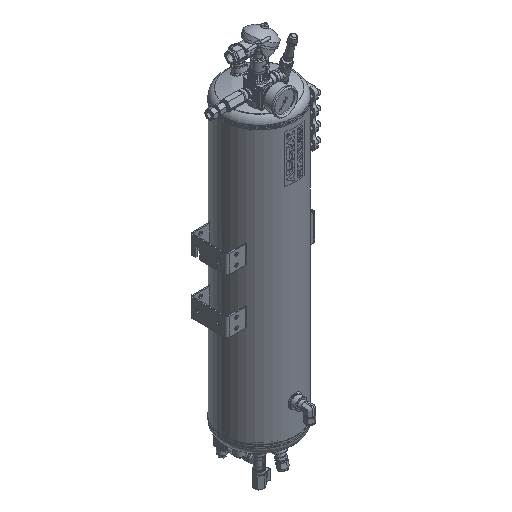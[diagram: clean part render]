
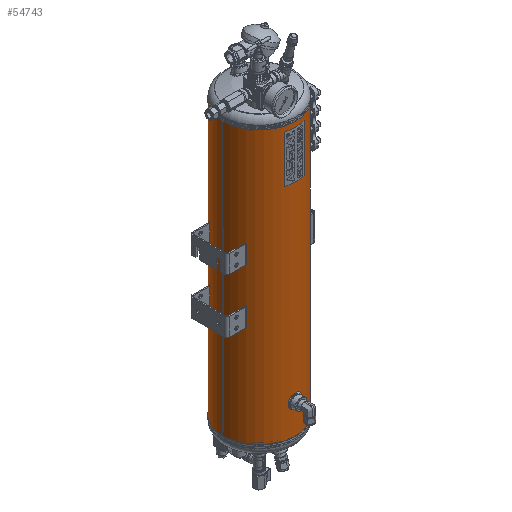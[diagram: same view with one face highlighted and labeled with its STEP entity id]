
A CAD part, isometric view. The second image highlights one B-rep face of the part: STEP entity #54743.
In plain terms, the highlighted cylindrical face has radius 100 mm (diameter 200 mm), a partial arc.
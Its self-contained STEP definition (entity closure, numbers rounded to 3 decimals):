
#3347=B_SPLINE_CURVE_WITH_KNOTS('',3,(#85192,#85193,#85194,#85195,#85196,
#85197,#85198,#85199,#85200,#85201,#85202),.UNSPECIFIED.,.T.,.F.,(1,1,1,
1,1,1,1,1,1,1,1,1,1,1,1),(-0.012,-0.008,-0.004,
0.,0.004,0.008,0.012,0.016,
0.02,0.023,0.027,0.031,
0.035,0.039,0.043),.UNSPECIFIED.);
#3348=B_SPLINE_CURVE_WITH_KNOTS('',3,(#85204,#85205,#85206,#85207,#85208,
#85209,#85210,#85211,#85212,#85213,#85214),.UNSPECIFIED.,.T.,.F.,(1,1,1,
1,1,1,1,1,1,1,1,1,1,1,1),(-0.012,-0.008,-0.004,
0.,0.004,0.008,0.012,0.016,
0.02,0.023,0.027,0.031,
0.035,0.039,0.043),.UNSPECIFIED.);
#3349=B_SPLINE_CURVE_WITH_KNOTS('',3,(#85216,#85217,#85218,#85219,#85220,
#85221,#85222,#85223,#85224,#85225,#85226,#85227,#85228,#85229,#85230,#85231,
#85232,#85233,#85234),.UNSPECIFIED.,.T.,.F.,(1,1,1,1,1,1,1,1,1,1,1,1,1,
1,1,1,1,1,1,1,1,1,1),(-0.018,-0.012,-0.006,
0.,0.006,0.012,0.018,
0.023,0.029,0.035,0.041,
0.047,0.053,0.059,0.065,
0.07,0.076,0.082,0.088,
0.094,0.1,0.106,0.112),
 .UNSPECIFIED.);
#5689=LINE('',#85236,#9261);
#5690=LINE('',#85241,#9262);
#9261=VECTOR('',#70411,1000.);
#9262=VECTOR('',#70414,1000.);
#12838=ORIENTED_EDGE('',*,*,#29284,.T.);
#12839=ORIENTED_EDGE('',*,*,#29285,.T.);
#12840=ORIENTED_EDGE('',*,*,#29286,.T.);
#12841=ORIENTED_EDGE('',*,*,#29287,.T.);
#12842=ORIENTED_EDGE('',*,*,#29288,.T.);
#12843=ORIENTED_EDGE('',*,*,#29289,.F.);
#12844=ORIENTED_EDGE('',*,*,#29290,.F.);
#29284=EDGE_CURVE('',#37507,#37507,#3347,.T.);
#29285=EDGE_CURVE('',#37508,#37508,#3348,.T.);
#29286=EDGE_CURVE('',#37509,#37509,#3349,.T.);
#29287=EDGE_CURVE('',#37510,#37511,#5689,.T.);
#29288=EDGE_CURVE('',#37511,#37512,#43246,.T.);
#29289=EDGE_CURVE('',#37513,#37512,#5690,.T.);
#29290=EDGE_CURVE('',#37510,#37513,#43247,.T.);
#37507=VERTEX_POINT('',#85203);
#37508=VERTEX_POINT('',#85215);
#37509=VERTEX_POINT('',#85235);
#37510=VERTEX_POINT('',#85237);
#37511=VERTEX_POINT('',#85238);
#37512=VERTEX_POINT('',#85240);
#37513=VERTEX_POINT('',#85242);
#43246=CIRCLE('',#64821,100.);
#43247=CIRCLE('',#64822,100.);
#45184=EDGE_LOOP('',(#12838));
#45185=EDGE_LOOP('',(#12839));
#45186=EDGE_LOOP('',(#12840));
#45187=EDGE_LOOP('',(#12841,#12842,#12843,#12844));
#49538=FACE_BOUND('',#45184,.T.);
#49539=FACE_BOUND('',#45185,.T.);
#49540=FACE_BOUND('',#45186,.T.);
#49541=FACE_BOUND('',#45187,.T.);
#53890=CYLINDRICAL_SURFACE('',#64820,100.);
#54743=ADVANCED_FACE('',(#49538,#49539,#49540,#49541),#53890,.T.);
#64820=AXIS2_PLACEMENT_3D('',#85191,#70409,#70410);
#64821=AXIS2_PLACEMENT_3D('',#85239,#70412,#70413);
#64822=AXIS2_PLACEMENT_3D('',#85243,#70415,#70416);
#70409=DIRECTION('',(0.,-1.,0.));
#70410=DIRECTION('',(0.,0.,-1.));
#70411=DIRECTION('',(0.,-1.,0.));
#70412=DIRECTION('',(0.,1.,0.));
#70413=DIRECTION('',(1.,0.,0.));
#70414=DIRECTION('',(0.,-1.,0.));
#70415=DIRECTION('',(0.,1.,0.));
#70416=DIRECTION('',(1.,0.,0.));
#85191=CARTESIAN_POINT('',(0.,750.,0.));
#85192=CARTESIAN_POINT('',(-3.915,48.922,-99.938));
#85193=CARTESIAN_POINT('',(-5.542,44.999,-99.844));
#85194=CARTESIAN_POINT('',(-3.916,41.082,-99.938));
#85195=CARTESIAN_POINT('',(-0.004,39.46,-100.031));
#85196=CARTESIAN_POINT('',(3.917,41.079,-99.938));
#85197=CARTESIAN_POINT('',(5.54,44.999,-99.844));
#85198=CARTESIAN_POINT('',(3.922,48.913,-99.937));
#85199=CARTESIAN_POINT('',(0.006,50.541,-100.031));
#85200=CARTESIAN_POINT('',(-3.915,48.922,-99.938));
#85201=CARTESIAN_POINT('',(-5.542,44.999,-99.844));
#85202=CARTESIAN_POINT('',(-3.916,41.082,-99.938));
#85203=CARTESIAN_POINT('',(-5.,45.,-99.875));
#85204=CARTESIAN_POINT('',(-3.915,158.922,-99.938));
#85205=CARTESIAN_POINT('',(-5.542,154.999,-99.844));
#85206=CARTESIAN_POINT('',(-3.916,151.082,-99.938));
#85207=CARTESIAN_POINT('',(-0.004,149.46,-100.031));
#85208=CARTESIAN_POINT('',(3.917,151.079,-99.938));
#85209=CARTESIAN_POINT('',(5.54,154.999,-99.844));
#85210=CARTESIAN_POINT('',(3.922,158.913,-99.937));
#85211=CARTESIAN_POINT('',(0.006,160.541,-100.031));
#85212=CARTESIAN_POINT('',(-3.915,158.922,-99.938));
#85213=CARTESIAN_POINT('',(-5.542,154.999,-99.844));
#85214=CARTESIAN_POINT('',(-3.916,151.082,-99.938));
#85215=CARTESIAN_POINT('',(-5.,155.,-99.875));
#85216=CARTESIAN_POINT('',(-98.994,672.42,14.208));
#85217=CARTESIAN_POINT('',(-98.806,666.495,15.395));
#85218=CARTESIAN_POINT('',(-98.993,660.6,14.214));
#85219=CARTESIAN_POINT('',(-99.436,655.617,10.88));
#85220=CARTESIAN_POINT('',(-99.878,652.286,5.9));
#85221=CARTESIAN_POINT('',(-100.061,651.109,0.009));
#85222=CARTESIAN_POINT('',(-99.879,652.279,-5.887));
#85223=CARTESIAN_POINT('',(-99.437,655.615,-10.879));
#85224=CARTESIAN_POINT('',(-98.992,660.601,-14.215));
#85225=CARTESIAN_POINT('',(-98.807,666.494,-15.391));
#85226=CARTESIAN_POINT('',(-98.992,672.387,-14.219));
#85227=CARTESIAN_POINT('',(-99.435,677.371,-10.892));
#85228=CARTESIAN_POINT('',(-99.877,680.709,-5.914));
#85229=CARTESIAN_POINT('',(-100.061,681.893,-0.013));
#85230=CARTESIAN_POINT('',(-99.878,680.72,5.889));
#85231=CARTESIAN_POINT('',(-99.437,677.387,10.874));
#85232=CARTESIAN_POINT('',(-98.994,672.42,14.208));
#85233=CARTESIAN_POINT('',(-98.806,666.495,15.395));
#85234=CARTESIAN_POINT('',(-98.993,660.6,14.214));
#85235=CARTESIAN_POINT('',(-98.869,666.5,15.));
#85236=CARTESIAN_POINT('',(0.254,801.561,100.));
#85237=CARTESIAN_POINT('',(0.254,750.,100.));
#85238=CARTESIAN_POINT('',(0.254,0.,100.));
#85239=CARTESIAN_POINT('',(0.,0.,0.));
#85240=CARTESIAN_POINT('',(-0.254,0.,100.));
#85241=CARTESIAN_POINT('',(-0.254,801.561,100.));
#85242=CARTESIAN_POINT('',(-0.254,750.,100.));
#85243=CARTESIAN_POINT('',(0.,750.,0.));
